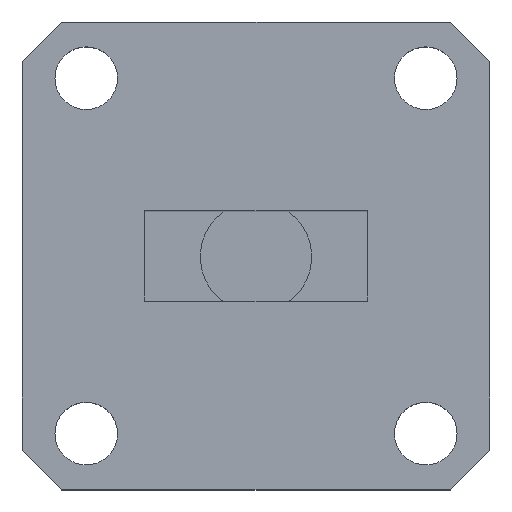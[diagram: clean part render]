
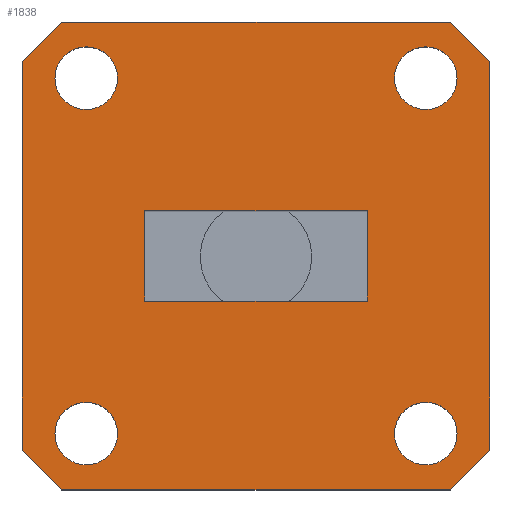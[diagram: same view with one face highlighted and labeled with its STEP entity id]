
A CAD part, top view. The second image highlights one B-rep face of the part: STEP entity #1838.
In plain terms, the highlighted planar face has unit normal (0, 0, 1).
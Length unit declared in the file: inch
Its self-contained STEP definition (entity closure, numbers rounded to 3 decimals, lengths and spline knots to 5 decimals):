
#167 = CIRCLE ( 'NONE', #5315, 0.05906 ) ;
#264 = LINE ( 'NONE', #7875, #3267 ) ;
#332 = ORIENTED_EDGE ( 'NONE', *, *, #6788, .T. ) ;
#593 = LINE ( 'NONE', #1194, #7247 ) ;
#635 = CARTESIAN_POINT ( 'NONE',  ( -0.44094, 0.085, 0. ) ) ;
#649 = EDGE_CURVE ( 'NONE', #5054, #2806, #1175, .T. ) ;
#665 = DIRECTION ( 'NONE',  ( 1., 0., 0. ) ) ;
#694 = VECTOR ( 'NONE', #665, 39.37008 ) ;
#737 = VERTEX_POINT ( 'NONE', #7624 ) ;
#1175 = LINE ( 'NONE', #3157, #1640 ) ;
#1194 = CARTESIAN_POINT ( 'NONE',  ( 0.44094, -0.44094, 0. ) ) ;
#1225 = DIRECTION ( 'NONE',  ( 1., 0., 0. ) ) ;
#1322 = VERTEX_POINT ( 'NONE', #5657 ) ;
#1323 = CARTESIAN_POINT ( 'NONE',  ( 0.37906, -0.335, 0. ) ) ;
#1336 = CARTESIAN_POINT ( 'NONE',  ( 0.44094, 0.085, 0. ) ) ;
#1533 = EDGE_CURVE ( 'NONE', #7443, #7069, #7589, .T. ) ;
#1640 = VECTOR ( 'NONE', #3934, 39.37008 ) ;
#1701 = CARTESIAN_POINT ( 'NONE',  ( -0.44094, 0.44094, 0. ) ) ;
#1816 = CARTESIAN_POINT ( 'NONE',  ( -0.21, -0.085, 0. ) ) ;
#1837 = CARTESIAN_POINT ( 'NONE',  ( -0.44094, -0.36594, 0. ) ) ;
#1838 = ADVANCED_FACE ( 'NONE', ( #8635, #3156, #3108, #3808, #8167, #5942 ), #4008, .F. ) ;
#1884 = DIRECTION ( 'NONE',  ( 0., 0., 1. ) ) ;
#1941 = DIRECTION ( 'NONE',  ( -1., 0., 0. ) ) ;
#2057 = LINE ( 'NONE', #3398, #7699 ) ;
#2091 = CARTESIAN_POINT ( 'NONE',  ( -0.36594, 0.44094, 0. ) ) ;
#2207 = CARTESIAN_POINT ( 'NONE',  ( 0.36594, -0.44094, 0. ) ) ;
#2375 = DIRECTION ( 'NONE',  ( 0., 0., -1. ) ) ;
#2491 = EDGE_CURVE ( 'NONE', #4901, #2801, #5209, .T. ) ;
#2512 = ORIENTED_EDGE ( 'NONE', *, *, #8466, .T. ) ;
#2659 = EDGE_CURVE ( 'NONE', #2749, #2749, #8230, .T. ) ;
#2721 = VECTOR ( 'NONE', #4597, 39.37008 ) ;
#2736 = CARTESIAN_POINT ( 'NONE',  ( 0.44094, -0.36594, 0. ) ) ;
#2749 = VERTEX_POINT ( 'NONE', #1323 ) ;
#2772 = VERTEX_POINT ( 'NONE', #9084 ) ;
#2801 = VERTEX_POINT ( 'NONE', #6152 ) ;
#2806 = VERTEX_POINT ( 'NONE', #7654 ) ;
#2817 = VERTEX_POINT ( 'NONE', #635 ) ;
#2840 = CARTESIAN_POINT ( 'NONE',  ( -0.26094, 0.335, 0. ) ) ;
#2903 = EDGE_CURVE ( 'NONE', #5289, #4901, #3200, .T. ) ;
#3080 = CARTESIAN_POINT ( 'NONE',  ( 0.32, 0.335, 0. ) ) ;
#3108 = FACE_OUTER_BOUND ( 'NONE', #8092, .T. ) ;
#3129 = DIRECTION ( 'NONE',  ( 0., -1., 0. ) ) ;
#3156 = FACE_BOUND ( 'NONE', #5810, .T. ) ;
#3157 = CARTESIAN_POINT ( 'NONE',  ( 0.44094, 0.36594, 0. ) ) ;
#3200 = LINE ( 'NONE', #5439, #4449 ) ;
#3240 = VERTEX_POINT ( 'NONE', #5870 ) ;
#3267 = VECTOR ( 'NONE', #3129, 39.37008 ) ;
#3268 = ORIENTED_EDGE ( 'NONE', *, *, #2903, .F. ) ;
#3269 = LINE ( 'NONE', #6832, #2721 ) ;
#3302 = DIRECTION ( 'NONE',  ( 0., 0., 1. ) ) ;
#3398 = CARTESIAN_POINT ( 'NONE',  ( -0.44094, -0.36594, 0. ) ) ;
#3575 = LINE ( 'NONE', #9052, #6523 ) ;
#3693 = EDGE_CURVE ( 'NONE', #2801, #737, #8091, .T. ) ;
#3804 = CARTESIAN_POINT ( 'NONE',  ( -0.44094, -0.44094, 0. ) ) ;
#3808 = FACE_BOUND ( 'NONE', #6234, .T. ) ;
#3906 = DIRECTION ( 'NONE',  ( 0., 0., 1. ) ) ;
#3934 = DIRECTION ( 'NONE',  ( -0.707, 0.707, 0. ) ) ;
#4008 = PLANE ( 'NONE',  #6548 ) ;
#4049 = VECTOR ( 'NONE', #7027, 39.37008 ) ;
#4079 = VECTOR ( 'NONE', #7403, 39.37008 ) ;
#4125 = ORIENTED_EDGE ( 'NONE', *, *, #5969, .T. ) ;
#4177 = CIRCLE ( 'NONE', #8841, 0.05906 ) ;
#4180 = ORIENTED_EDGE ( 'NONE', *, *, #4993, .F. ) ;
#4221 = ORIENTED_EDGE ( 'NONE', *, *, #2491, .F. ) ;
#4269 = VERTEX_POINT ( 'NONE', #2840 ) ;
#4449 = VECTOR ( 'NONE', #6713, 39.37008 ) ;
#4532 = DIRECTION ( 'NONE',  ( 0., -1., 0. ) ) ;
#4553 = CARTESIAN_POINT ( 'NONE',  ( -0.32, -0.335, 0. ) ) ;
#4597 = DIRECTION ( 'NONE',  ( 1., 0., 0. ) ) ;
#4621 = VECTOR ( 'NONE', #7416, 39.37008 ) ;
#4689 = DIRECTION ( 'NONE',  ( 1., 0., 0. ) ) ;
#4823 = EDGE_CURVE ( 'NONE', #3240, #2817, #264, .T. ) ;
#4887 = CARTESIAN_POINT ( 'NONE',  ( -0.26094, -0.335, 0. ) ) ;
#4901 = VERTEX_POINT ( 'NONE', #7321 ) ;
#4903 = CARTESIAN_POINT ( 'NONE',  ( -0.44094, -0.44094, 0. ) ) ;
#4993 = EDGE_CURVE ( 'NONE', #4269, #4269, #167, .T. ) ;
#5054 = VERTEX_POINT ( 'NONE', #8291 ) ;
#5160 = ORIENTED_EDGE ( 'NONE', *, *, #8187, .T. ) ;
#5209 = LINE ( 'NONE', #7980, #7489 ) ;
#5289 = VERTEX_POINT ( 'NONE', #5346 ) ;
#5306 = EDGE_CURVE ( 'NONE', #2817, #8476, #6669, .T. ) ;
#5315 = AXIS2_PLACEMENT_3D ( 'NONE', #7365, #3906, #6690 ) ;
#5346 = CARTESIAN_POINT ( 'NONE',  ( 0.21, -0.085, 0. ) ) ;
#5377 = DIRECTION ( 'NONE',  ( 0., 0., 1. ) ) ;
#5383 = CARTESIAN_POINT ( 'NONE',  ( 0.32, -0.335, 0. ) ) ;
#5410 = DIRECTION ( 'NONE',  ( 0.707, -0.707, 0. ) ) ;
#5426 = DIRECTION ( 'NONE',  ( 0., 1., 0. ) ) ;
#5439 = CARTESIAN_POINT ( 'NONE',  ( 0.21, -0.085, 0. ) ) ;
#5455 = AXIS2_PLACEMENT_3D ( 'NONE', #5383, #1884, #4689 ) ;
#5582 = LINE ( 'NONE', #2091, #4049 ) ;
#5657 = CARTESIAN_POINT ( 'NONE',  ( -0.36594, 0.44094, 0. ) ) ;
#5810 = EDGE_LOOP ( 'NONE', ( #4180 ) ) ;
#5870 = CARTESIAN_POINT ( 'NONE',  ( -0.44094, 0.36594, 0. ) ) ;
#5942 = FACE_BOUND ( 'NONE', #6309, .T. ) ;
#5969 = EDGE_CURVE ( 'NONE', #2806, #1322, #8748, .T. ) ;
#6152 = CARTESIAN_POINT ( 'NONE',  ( -0.21, 0.085, 0. ) ) ;
#6210 = ORIENTED_EDGE ( 'NONE', *, *, #8252, .T. ) ;
#6234 = EDGE_LOOP ( 'NONE', ( #4221, #3268, #6654, #7328 ) ) ;
#6236 = EDGE_CURVE ( 'NONE', #8287, #8287, #6379, .T. ) ;
#6309 = EDGE_LOOP ( 'NONE', ( #7770 ) ) ;
#6347 = DIRECTION ( 'NONE',  ( 0., 1., 0. ) ) ;
#6379 = CIRCLE ( 'NONE', #7103, 0.05906 ) ;
#6451 = CARTESIAN_POINT ( 'NONE',  ( 0.36594, -0.44094, 0. ) ) ;
#6523 = VECTOR ( 'NONE', #6347, 39.37008 ) ;
#6548 = AXIS2_PLACEMENT_3D ( 'NONE', #8729, #2375, #1941 ) ;
#6654 = ORIENTED_EDGE ( 'NONE', *, *, #8553, .F. ) ;
#6669 = LINE ( 'NONE', #3804, #7628 ) ;
#6690 = DIRECTION ( 'NONE',  ( 1., 0., 0. ) ) ;
#6713 = DIRECTION ( 'NONE',  ( 0., 1., 0. ) ) ;
#6740 = EDGE_CURVE ( 'NONE', #2772, #2772, #4177, .T. ) ;
#6788 = EDGE_CURVE ( 'NONE', #8476, #7443, #2057, .T. ) ;
#6832 = CARTESIAN_POINT ( 'NONE',  ( -0.21, -0.085, 0. ) ) ;
#6993 = ORIENTED_EDGE ( 'NONE', *, *, #2659, .F. ) ;
#7027 = DIRECTION ( 'NONE',  ( -0.707, -0.707, 0. ) ) ;
#7069 = VERTEX_POINT ( 'NONE', #6451 ) ;
#7103 = AXIS2_PLACEMENT_3D ( 'NONE', #4553, #5377, #8156 ) ;
#7247 = VECTOR ( 'NONE', #5426, 39.37008 ) ;
#7321 = CARTESIAN_POINT ( 'NONE',  ( 0.21, 0.085, 0. ) ) ;
#7328 = ORIENTED_EDGE ( 'NONE', *, *, #3693, .F. ) ;
#7365 = CARTESIAN_POINT ( 'NONE',  ( -0.32, 0.335, 0. ) ) ;
#7403 = DIRECTION ( 'NONE',  ( 0., -1., 0. ) ) ;
#7416 = DIRECTION ( 'NONE',  ( -1., 0., 0. ) ) ;
#7443 = VERTEX_POINT ( 'NONE', #8319 ) ;
#7470 = VERTEX_POINT ( 'NONE', #2736 ) ;
#7489 = VECTOR ( 'NONE', #7846, 39.37008 ) ;
#7589 = LINE ( 'NONE', #4903, #694 ) ;
#7624 = CARTESIAN_POINT ( 'NONE',  ( -0.21, -0.085, 0. ) ) ;
#7628 = VECTOR ( 'NONE', #4532, 39.37008 ) ;
#7652 = DIRECTION ( 'NONE',  ( 0.707, 0.707, 0. ) ) ;
#7654 = CARTESIAN_POINT ( 'NONE',  ( 0.36594, 0.44094, 0. ) ) ;
#7699 = VECTOR ( 'NONE', #5410, 39.37008 ) ;
#7700 = EDGE_LOOP ( 'NONE', ( #8986 ) ) ;
#7770 = ORIENTED_EDGE ( 'NONE', *, *, #6236, .F. ) ;
#7786 = LINE ( 'NONE', #2207, #9010 ) ;
#7846 = DIRECTION ( 'NONE',  ( -1., 0., 0. ) ) ;
#7875 = CARTESIAN_POINT ( 'NONE',  ( -0.44094, -0.44094, 0. ) ) ;
#7980 = CARTESIAN_POINT ( 'NONE',  ( -0.21, 0.085, 0. ) ) ;
#8091 = LINE ( 'NONE', #1816, #4079 ) ;
#8092 = EDGE_LOOP ( 'NONE', ( #8839, #8258, #332, #8226, #8946, #2512, #6210, #8486, #4125, #5160 ) ) ;
#8156 = DIRECTION ( 'NONE',  ( 1., 0., 0. ) ) ;
#8167 = FACE_BOUND ( 'NONE', #8588, .T. ) ;
#8187 = EDGE_CURVE ( 'NONE', #1322, #3240, #5582, .T. ) ;
#8226 = ORIENTED_EDGE ( 'NONE', *, *, #1533, .T. ) ;
#8230 = CIRCLE ( 'NONE', #5455, 0.05906 ) ;
#8252 = EDGE_CURVE ( 'NONE', #8625, #5054, #3575, .T. ) ;
#8258 = ORIENTED_EDGE ( 'NONE', *, *, #5306, .T. ) ;
#8287 = VERTEX_POINT ( 'NONE', #4887 ) ;
#8291 = CARTESIAN_POINT ( 'NONE',  ( 0.44094, 0.36594, 0. ) ) ;
#8319 = CARTESIAN_POINT ( 'NONE',  ( -0.36594, -0.44094, 0. ) ) ;
#8466 = EDGE_CURVE ( 'NONE', #7470, #8625, #593, .T. ) ;
#8476 = VERTEX_POINT ( 'NONE', #1837 ) ;
#8486 = ORIENTED_EDGE ( 'NONE', *, *, #649, .T. ) ;
#8553 = EDGE_CURVE ( 'NONE', #737, #5289, #3269, .T. ) ;
#8588 = EDGE_LOOP ( 'NONE', ( #6993 ) ) ;
#8590 = EDGE_CURVE ( 'NONE', #7069, #7470, #7786, .T. ) ;
#8625 = VERTEX_POINT ( 'NONE', #1336 ) ;
#8635 = FACE_BOUND ( 'NONE', #7700, .T. ) ;
#8729 = CARTESIAN_POINT ( 'NONE',  ( 0., 0., 0. ) ) ;
#8748 = LINE ( 'NONE', #1701, #4621 ) ;
#8839 = ORIENTED_EDGE ( 'NONE', *, *, #4823, .T. ) ;
#8841 = AXIS2_PLACEMENT_3D ( 'NONE', #3080, #3302, #1225 ) ;
#8946 = ORIENTED_EDGE ( 'NONE', *, *, #8590, .T. ) ;
#8986 = ORIENTED_EDGE ( 'NONE', *, *, #6740, .F. ) ;
#9010 = VECTOR ( 'NONE', #7652, 39.37008 ) ;
#9052 = CARTESIAN_POINT ( 'NONE',  ( 0.44094, -0.44094, 0. ) ) ;
#9084 = CARTESIAN_POINT ( 'NONE',  ( 0.37906, 0.335, 0. ) ) ;
